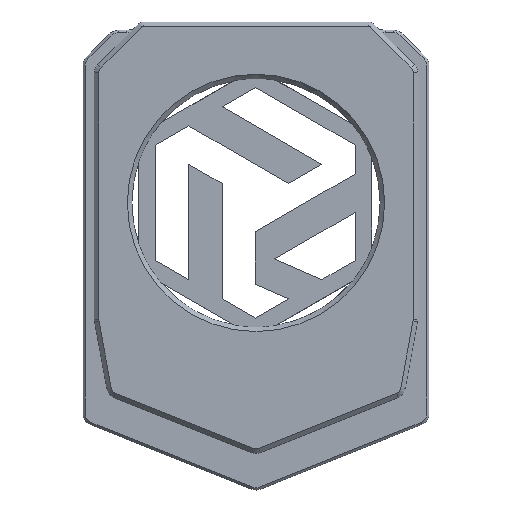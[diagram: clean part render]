
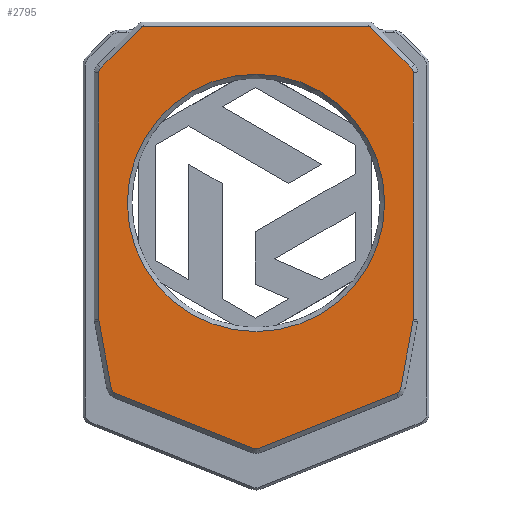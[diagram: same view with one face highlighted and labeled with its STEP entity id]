
A CAD part, front view. The second image highlights one B-rep face of the part: STEP entity #2795.
In plain terms, the highlighted planar face has unit normal (0, -1, 0).
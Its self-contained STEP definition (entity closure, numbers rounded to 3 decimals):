
#1551 = VERTEX_POINT('',#1552);
#1552 = CARTESIAN_POINT('',(157.827,-157.03,
    98.891));
#1558 = EDGE_CURVE('',#1551,#1559,#1561,.T.);
#1559 = VERTEX_POINT('',#1560);
#1560 = CARTESIAN_POINT('',(161.441,-157.03,
    95.277));
#1561 = LINE('',#1562,#1563);
#1562 = CARTESIAN_POINT('',(154.869,-157.03,
    101.85));
#1563 = VECTOR('',#1564,1.);
#1564 = DIRECTION('',(0.707,0.,-0.707
    ));
#2011 = EDGE_CURVE('',#1559,#2012,#2014,.T.);
#2012 = VERTEX_POINT('',#2013);
#2013 = CARTESIAN_POINT('',(161.617,-157.03,
    94.852));
#2014 = CIRCLE('',#2015,0.6);
#2015 = AXIS2_PLACEMENT_3D('',#2016,#2017,#2018);
#2016 = CARTESIAN_POINT('',(161.017,-157.03,
    94.852));
#2017 = DIRECTION('',(0.,1.,0.));
#2018 = DIRECTION('',(0.924,0.,0.383));
#2036 = EDGE_CURVE('',#2012,#2037,#2039,.T.);
#2037 = VERTEX_POINT('',#2038);
#2038 = CARTESIAN_POINT('',(161.617,-157.03,
    73.024));
#2039 = LINE('',#2040,#2041);
#2040 = CARTESIAN_POINT('',(161.617,-157.03,
    83.64));
#2041 = VECTOR('',#2042,1.);
#2042 = DIRECTION('',(0.,0.,-1.));
#2060 = EDGE_CURVE('',#2037,#2061,#2063,.T.);
#2061 = VERTEX_POINT('',#2062);
#2062 = CARTESIAN_POINT('',(161.607,-157.03,
    72.916));
#2063 = CIRCLE('',#2064,0.6);
#2064 = AXIS2_PLACEMENT_3D('',#2065,#2066,#2067);
#2065 = CARTESIAN_POINT('',(161.017,-157.03,
    73.024));
#2066 = DIRECTION('',(0.,1.,0.));
#2067 = DIRECTION('',(0.996,0.,
    -0.09));
#2085 = EDGE_CURVE('',#2061,#2086,#2088,.T.);
#2086 = VERTEX_POINT('',#2087);
#2087 = CARTESIAN_POINT('',(160.522,-157.03,
    66.961));
#2088 = LINE('',#2089,#2090);
#2089 = CARTESIAN_POINT('',(162.518,-157.03,
    77.913));
#2090 = VECTOR('',#2091,1.);
#2091 = DIRECTION('',(-0.179,0.,-0.984
    ));
#2109 = EDGE_CURVE('',#2086,#2110,#2112,.T.);
#2110 = VERTEX_POINT('',#2111);
#2111 = CARTESIAN_POINT('',(160.155,-157.03,
    66.511));
#2112 = CIRCLE('',#2113,0.6);
#2113 = AXIS2_PLACEMENT_3D('',#2114,#2115,#2116);
#2114 = CARTESIAN_POINT('',(159.932,-157.03,
    67.068));
#2115 = DIRECTION('',(0.,1.,0.));
#2116 = DIRECTION('',(0.774,0.,-0.633
    ));
#2134 = EDGE_CURVE('',#2110,#2135,#2137,.T.);
#2135 = VERTEX_POINT('',#2136);
#2136 = CARTESIAN_POINT('',(147.94,-157.03,
    61.624));
#2137 = LINE('',#2138,#2139);
#2138 = CARTESIAN_POINT('',(148.905,-157.03,
    62.01));
#2139 = VECTOR('',#2140,1.);
#2140 = DIRECTION('',(-0.928,0.,-0.371
    ));
#2158 = EDGE_CURVE('',#2135,#2159,#2161,.T.);
#2159 = VERTEX_POINT('',#2160);
#2160 = CARTESIAN_POINT('',(147.494,-157.03,
    61.624));
#2161 = CIRCLE('',#2162,0.6);
#2162 = AXIS2_PLACEMENT_3D('',#2163,#2164,#2165);
#2163 = CARTESIAN_POINT('',(147.717,-157.03,
    62.181));
#2164 = DIRECTION('',(0.,1.,0.));
#2165 = DIRECTION('',(0.,0.,-1.));
#2183 = EDGE_CURVE('',#2159,#2184,#2186,.T.);
#2184 = VERTEX_POINT('',#2185);
#2185 = CARTESIAN_POINT('',(135.279,-157.03,
    66.511));
#2186 = LINE('',#2187,#2188);
#2187 = CARTESIAN_POINT('',(131.187,-157.03,
    68.149));
#2188 = VECTOR('',#2189,1.);
#2189 = DIRECTION('',(-0.928,0.,0.371)
  );
#2207 = EDGE_CURVE('',#2184,#2208,#2210,.T.);
#2208 = VERTEX_POINT('',#2209);
#2209 = CARTESIAN_POINT('',(134.912,-157.03,
    66.961));
#2210 = CIRCLE('',#2211,0.6);
#2211 = AXIS2_PLACEMENT_3D('',#2212,#2213,#2214);
#2212 = CARTESIAN_POINT('',(135.502,-157.03,
    67.068));
#2213 = DIRECTION('',(0.,1.,0.));
#2214 = DIRECTION('',(-0.774,0.,-0.633
    ));
#2232 = EDGE_CURVE('',#2208,#2233,#2235,.T.);
#2233 = VERTEX_POINT('',#2234);
#2234 = CARTESIAN_POINT('',(133.827,-157.03,
    72.916));
#2235 = LINE('',#2236,#2237);
#2236 = CARTESIAN_POINT('',(131.988,-157.03,
    83.006));
#2237 = VECTOR('',#2238,1.);
#2238 = DIRECTION('',(-0.179,0.,0.984)
  );
#2256 = EDGE_CURVE('',#2233,#2257,#2259,.T.);
#2257 = VERTEX_POINT('',#2258);
#2258 = CARTESIAN_POINT('',(133.817,-157.03,
    73.024));
#2259 = CIRCLE('',#2260,0.6);
#2260 = AXIS2_PLACEMENT_3D('',#2261,#2262,#2263);
#2261 = CARTESIAN_POINT('',(134.417,-157.03,
    73.024));
#2262 = DIRECTION('',(0.,1.,0.));
#2263 = DIRECTION('',(-0.996,0.,
    -0.09));
#2281 = EDGE_CURVE('',#2257,#2282,#2284,.T.);
#2282 = VERTEX_POINT('',#2283);
#2283 = CARTESIAN_POINT('',(133.817,-157.03,
    94.852));
#2284 = LINE('',#2285,#2286);
#2285 = CARTESIAN_POINT('',(133.817,-157.03,
    94.056));
#2286 = VECTOR('',#2287,1.);
#2287 = DIRECTION('',(0.,0.,1.));
#2305 = EDGE_CURVE('',#2282,#2306,#2308,.T.);
#2306 = VERTEX_POINT('',#2307);
#2307 = CARTESIAN_POINT('',(133.993,-157.03,
    95.277));
#2308 = CIRCLE('',#2309,0.6);
#2309 = AXIS2_PLACEMENT_3D('',#2310,#2311,#2312);
#2310 = CARTESIAN_POINT('',(134.417,-157.03,
    94.852));
#2311 = DIRECTION('',(0.,1.,0.));
#2312 = DIRECTION('',(-0.924,0.,0.383)
  );
#2420 = EDGE_CURVE('',#2306,#2421,#2423,.T.);
#2421 = VERTEX_POINT('',#2422);
#2422 = CARTESIAN_POINT('',(137.608,-157.03,
    98.891));
#2423 = LINE('',#2424,#2425);
#2424 = CARTESIAN_POINT('',(135.466,-157.03,
    96.75));
#2425 = VECTOR('',#2426,1.);
#2426 = DIRECTION('',(0.707,0.,0.707)
  );
#2775 = VERTEX_POINT('',#2776);
#2776 = CARTESIAN_POINT('',(157.685,-157.03,
    98.95));
#2782 = EDGE_CURVE('',#2775,#1551,#2783,.T.);
#2783 = CIRCLE('',#2784,0.2);
#2784 = AXIS2_PLACEMENT_3D('',#2785,#2786,#2787);
#2785 = CARTESIAN_POINT('',(157.685,-157.03,
    98.75));
#2786 = DIRECTION('',(0.,1.,0.));
#2787 = DIRECTION('',(0.383,0.,0.924)
  );
#2795 = ADVANCED_FACE('',(#2796,#2829),#2840,.F.);
#2796 = FACE_BOUND('',#2797,.T.);
#2797 = EDGE_LOOP('',(#2798,#2799,#2800,#2801,#2802,#2803,#2804,#2812,
    #2819,#2820,#2821,#2822,#2823,#2824,#2825,#2826,#2827,#2828));
#2798 = ORIENTED_EDGE('',*,*,#2085,.F.);
#2799 = ORIENTED_EDGE('',*,*,#2060,.F.);
#2800 = ORIENTED_EDGE('',*,*,#2036,.F.);
#2801 = ORIENTED_EDGE('',*,*,#2011,.F.);
#2802 = ORIENTED_EDGE('',*,*,#1558,.F.);
#2803 = ORIENTED_EDGE('',*,*,#2782,.F.);
#2804 = ORIENTED_EDGE('',*,*,#2805,.F.);
#2805 = EDGE_CURVE('',#2806,#2775,#2808,.T.);
#2806 = VERTEX_POINT('',#2807);
#2807 = CARTESIAN_POINT('',(137.749,-157.03,
    98.95));
#2808 = LINE('',#2809,#2810);
#2809 = CARTESIAN_POINT('',(149.732,-157.03,
    98.95));
#2810 = VECTOR('',#2811,1.);
#2811 = DIRECTION('',(1.,0.,0.));
#2812 = ORIENTED_EDGE('',*,*,#2813,.F.);
#2813 = EDGE_CURVE('',#2421,#2806,#2814,.T.);
#2814 = CIRCLE('',#2815,0.2);
#2815 = AXIS2_PLACEMENT_3D('',#2816,#2817,#2818);
#2816 = CARTESIAN_POINT('',(137.749,-157.03,
    98.75));
#2817 = DIRECTION('',(0.,1.,0.));
#2818 = DIRECTION('',(-0.383,0.,0.924)
  );
#2819 = ORIENTED_EDGE('',*,*,#2420,.F.);
#2820 = ORIENTED_EDGE('',*,*,#2305,.F.);
#2821 = ORIENTED_EDGE('',*,*,#2281,.F.);
#2822 = ORIENTED_EDGE('',*,*,#2256,.F.);
#2823 = ORIENTED_EDGE('',*,*,#2232,.F.);
#2824 = ORIENTED_EDGE('',*,*,#2207,.F.);
#2825 = ORIENTED_EDGE('',*,*,#2183,.F.);
#2826 = ORIENTED_EDGE('',*,*,#2158,.F.);
#2827 = ORIENTED_EDGE('',*,*,#2134,.F.);
#2828 = ORIENTED_EDGE('',*,*,#2109,.F.);
#2829 = FACE_BOUND('',#2830,.T.);
#2830 = EDGE_LOOP('',(#2831));
#2831 = ORIENTED_EDGE('',*,*,#2832,.F.);
#2832 = EDGE_CURVE('',#2833,#2833,#2835,.T.);
#2833 = VERTEX_POINT('',#2834);
#2834 = CARTESIAN_POINT('',(159.098,-157.03,
    83.35));
#2835 = CIRCLE('',#2836,11.381);
#2836 = AXIS2_PLACEMENT_3D('',#2837,#2838,#2839);
#2837 = CARTESIAN_POINT('',(147.717,-157.03,
    83.35));
#2838 = DIRECTION('',(0.,-1.,0.));
#2839 = DIRECTION('',(-1.,0.,0.));
#2840 = PLANE('',#2841);
#2841 = AXIS2_PLACEMENT_3D('',#2842,#2843,#2844);
#2842 = CARTESIAN_POINT('',(137.517,-157.03,
    94.346));
#2843 = DIRECTION('',(0.,1.,0.));
#2844 = DIRECTION('',(0.,0.,1.));
